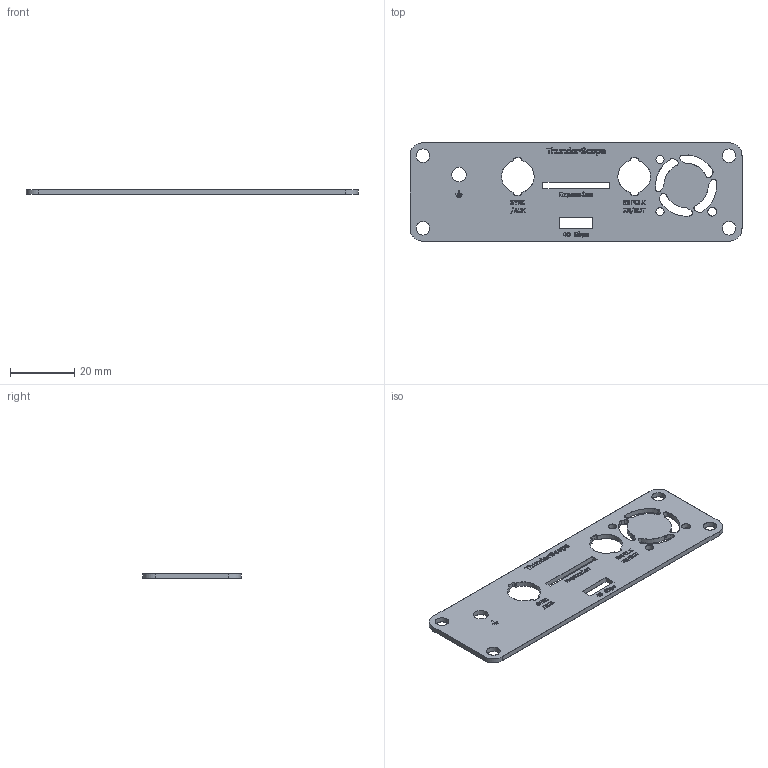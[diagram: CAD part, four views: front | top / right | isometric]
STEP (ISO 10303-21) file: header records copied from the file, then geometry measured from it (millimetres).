
FILE_DESCRIPTION(('KiCad electronic assembly'),'2;1');
FILE_NAME('TS_Back_Endcap.step','2025-02-04T12:40:48',('Pcbnew'),( 'Kicad'),'Open CASCADE STEP processor 7.8','KiCad to STEP converter' ,'Unknown');
FILE_SCHEMA(('AUTOMOTIVE_DESIGN { 1 0 10303 214 1 1 1 1 }'));
Length unit declared in the file: millimetre
Products named in the file (4): TS_Back_Endcap 1; TS_Back_Endcap_silkscreen; TS_Back_Endcap_soldermask; TS_Back_Endcap_PCB
Assembly tree (3 placements, depth 2):
  TS_Back_Endcap 1
    TS_Back_Endcap_silkscreen
    TS_Back_Endcap_soldermask
    TS_Back_Endcap_PCB
Bounding box: 103 x 30.5 x 1.66 mm (x, y, z)
Volume: 4042.2 mm3; surface area: 11561.8 mm2
Topology: 1 solids, 83 shells, 203 faces, 4135 edges, 4016 vertices
Faces by surface type: plane 155, cylinder 48
Full cylindrical faces by diameter (mm): 2.5 x2, 2.75 x1, 4.191 x4, 4.5 x1
Entity records: 36700 total; most frequent: CARTESIAN_POINT 8358, DIRECTION 5091, ORIENTED_EDGE 4492, EDGE_CURVE 4135, VERTEX_POINT 4016, LINE 3593, VECTOR 3593, AXIS2_PLACEMENT_3D 749
